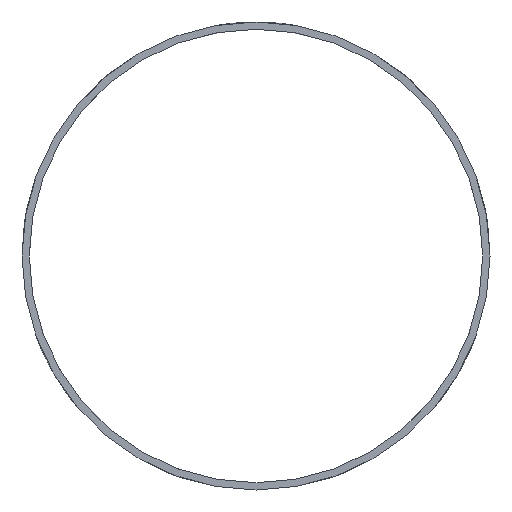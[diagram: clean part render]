
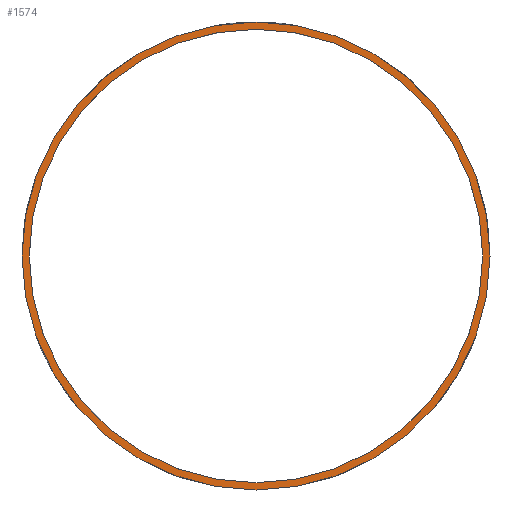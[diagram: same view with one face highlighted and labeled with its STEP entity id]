
A CAD part, front view. The second image highlights one B-rep face of the part: STEP entity #1574.
In plain terms, the highlighted planar face has unit normal (0, -1, 0).
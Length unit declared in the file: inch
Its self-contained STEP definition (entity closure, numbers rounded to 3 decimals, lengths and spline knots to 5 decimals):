
#70=FACE_BOUND('',#294,.T.);
#84=PLANE('',#1724);
#174=FACE_OUTER_BOUND('',#293,.T.);
#293=EDGE_LOOP('',(#1484,#1485));
#294=EDGE_LOOP('',(#1486));
#356=CIRCLE('',#1717,3.875);
#359=CIRCLE('',#1721,4.);
#360=CIRCLE('',#1722,4.);
#774=VERTEX_POINT('',#4177);
#777=VERTEX_POINT('',#4185);
#778=VERTEX_POINT('',#4187);
#1009=EDGE_CURVE('',#774,#774,#356,.T.);
#1013=EDGE_CURVE('',#777,#778,#359,.T.);
#1014=EDGE_CURVE('',#778,#777,#360,.T.);
#1484=ORIENTED_EDGE('',*,*,#1014,.F.);
#1485=ORIENTED_EDGE('',*,*,#1013,.F.);
#1486=ORIENTED_EDGE('',*,*,#1009,.F.);
#1574=ADVANCED_FACE('',(#174,#70),#84,.F.);
#1717=AXIS2_PLACEMENT_3D('',#4179,#2044,#2045);
#1721=AXIS2_PLACEMENT_3D('',#4188,#2053,#2054);
#1722=AXIS2_PLACEMENT_3D('',#4189,#2055,#2056);
#1724=AXIS2_PLACEMENT_3D('',#4191,#2059,#2060);
#2044=DIRECTION('center_axis',(0.,-1.,0.));
#2045=DIRECTION('ref_axis',(1.,0.,0.));
#2053=DIRECTION('center_axis',(0.,1.,0.));
#2054=DIRECTION('ref_axis',(-1.,0.,0.));
#2055=DIRECTION('center_axis',(0.,1.,0.));
#2056=DIRECTION('ref_axis',(-1.,0.,0.));
#2059=DIRECTION('center_axis',(0.,1.,0.));
#2060=DIRECTION('ref_axis',(0.,0.,1.));
#4177=CARTESIAN_POINT('',(-3.875,0.,0.));
#4179=CARTESIAN_POINT('Origin',(0.,0.,0.));
#4185=CARTESIAN_POINT('',(4.,0.,0.));
#4187=CARTESIAN_POINT('',(-4.,0.,0.));
#4188=CARTESIAN_POINT('Origin',(0.,0.,0.));
#4189=CARTESIAN_POINT('Origin',(0.,0.,0.));
#4191=CARTESIAN_POINT('Origin',(0.,0.,0.));
